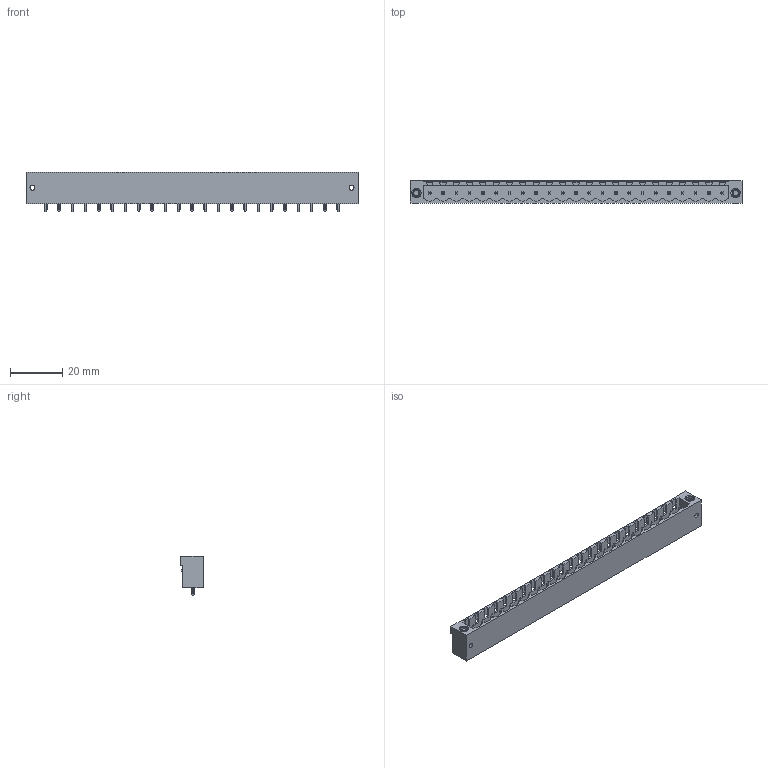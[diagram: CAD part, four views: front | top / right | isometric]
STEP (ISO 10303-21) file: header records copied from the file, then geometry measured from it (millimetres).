
FILE_DESCRIPTION(('CATIA V5 STEP Exchange','CAx-IF Rec.Pracs.--- Model Styling and Organization---1.2---2011-12-15'),'2;1');
FILE_NAME ('D1449087_0', '2018-10-26T05:40:51+00:00', ('none'), ('Weidmueller'), 'CATIA Version 5-6 Release 2014', 'CATIA V5 STEP AP214', 'none');
FILE_SCHEMA(('AUTOMOTIVE_DESIGN { 1 0 10303 214 1 1 1 1 }'));
Length unit declared in the file: millimetre
Products named in the file (1): 1147820000
Bounding box: 126.84 x 8.43 x 15.2 mm (x, y, z)
Volume: 5915 mm3; surface area: 9688.6 mm2
Topology: 26 solids, 26 shells, 941 faces, 2797 edges, 1866 vertices
Faces by surface type: plane 696, cylinder 229, cone 16
Entity records: 29187 total; most frequent: CARTESIAN_POINT 6477, ORIENTED_EDGE 5594, DIRECTION 3295, EDGE_CURVE 2797, VECTOR 1955, LINE 1955, VERTEX_POINT 1866, EDGE_LOOP 1007
